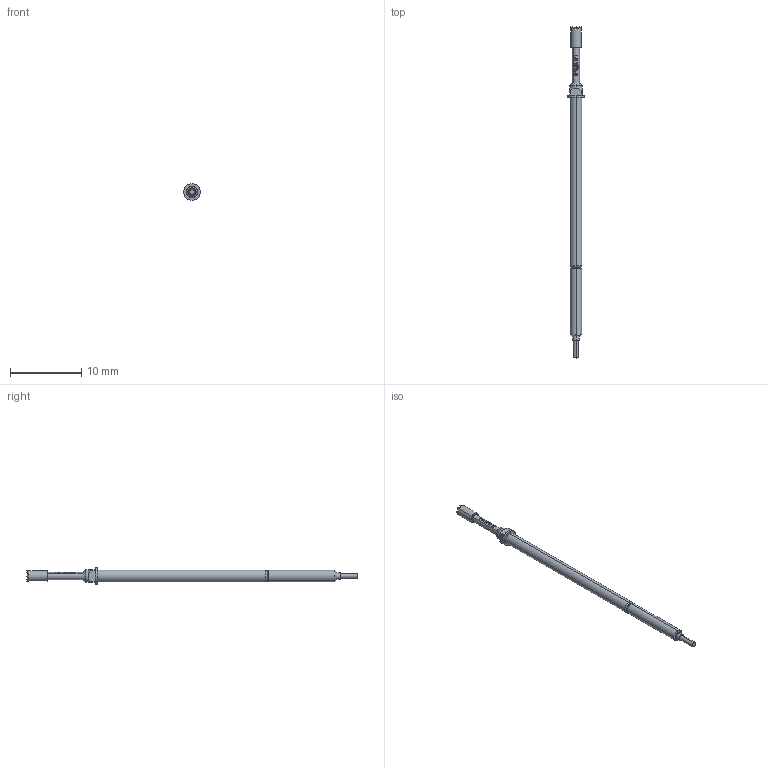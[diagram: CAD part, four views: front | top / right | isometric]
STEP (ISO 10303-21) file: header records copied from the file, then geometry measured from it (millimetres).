
FILE_DESCRIPTION (( 'STEP AP203' ), '1' );
FILE_NAME ('INGUN_SKS-215_306_150_A_xx02_M.STEP', '2022-02-18T10:01:38', ( 'ochi' ), ( '' ), 'SwSTEP 2.0', 'SolidWorks 2018', '' );
FILE_SCHEMA (( 'CONFIG_CONTROL_DESIGN' ));
Length unit declared in the file: millimetre
Products named in the file (1): INGUN_SKS-215_306_150_A_xx02_M
Bounding box: 2.3 x 46.5 x 2.3 mm (x, y, z)
Volume: 85.5 mm3; surface area: 230.1 mm2
Topology: 1 solids, 1 shells, 138 faces, 334 edges, 209 vertices
Faces by surface type: plane 82, bspline 22, cylinder 22, cone 8, torus 4
Entity records: 4351 total; most frequent: CARTESIAN_POINT 1296, ORIENTED_EDGE 668, DIRECTION 542, EDGE_CURVE 334, VERTEX_POINT 209, AXIS2_PLACEMENT_3D 207, EDGE_LOOP 149, ADVANCED_FACE 138
